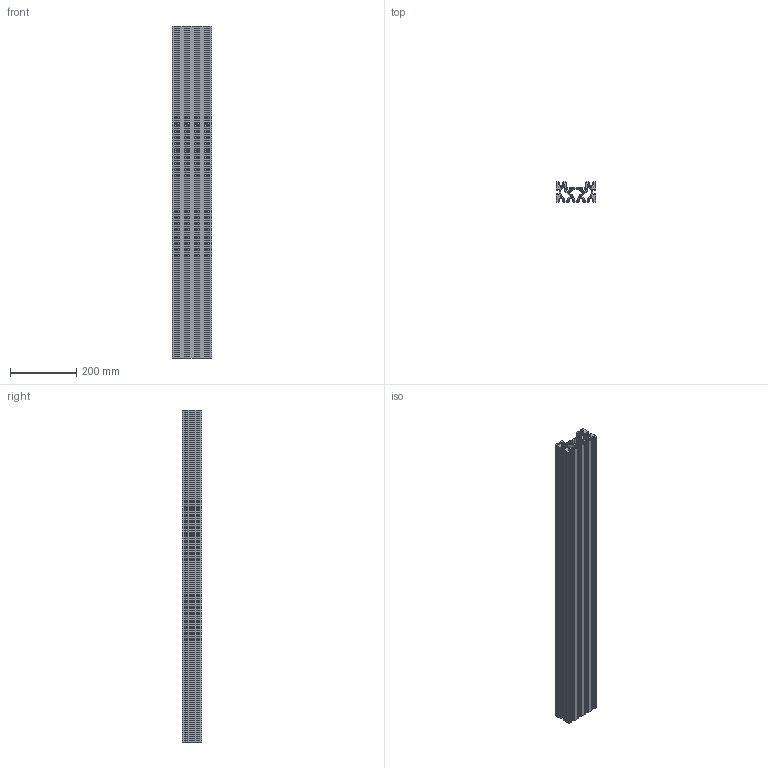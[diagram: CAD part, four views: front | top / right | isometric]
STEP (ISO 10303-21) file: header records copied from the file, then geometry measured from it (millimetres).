
FILE_DESCRIPTION (( 'STEP AP214' ), '1' );
FILE_NAME ('3612CNC Êîíñòðóêöèîííûé ïðîôèëü äëÿ ñòàíêà 60õ120.STEP', '2023-06-19T08:57:03', ( '' ), ( '' ), 'SwSTEP 2.0', 'SolidWorks 2022', '' );
FILE_SCHEMA (( 'AUTOMOTIVE_DESIGN' ));
Length unit declared in the file: millimetre
Products named in the file (1): 3612CNC Конструкционный профиль для станка 60х120
Bounding box: 120 x 60 x 1000 mm (x, y, z)
Volume: 2627294.3 mm3; surface area: 1174474.3 mm2
Topology: 1 solids, 1 shells, 460 faces, 1374 edges, 916 vertices
Faces by surface type: plane 252, cylinder 208
Entity records: 15600 total; most frequent: CARTESIAN_POINT 2751, ORIENTED_EDGE 2748, DIRECTION 2712, EDGE_CURVE 1374, LINE 958, VECTOR 958, VERTEX_POINT 916, AXIS2_PLACEMENT_3D 877
